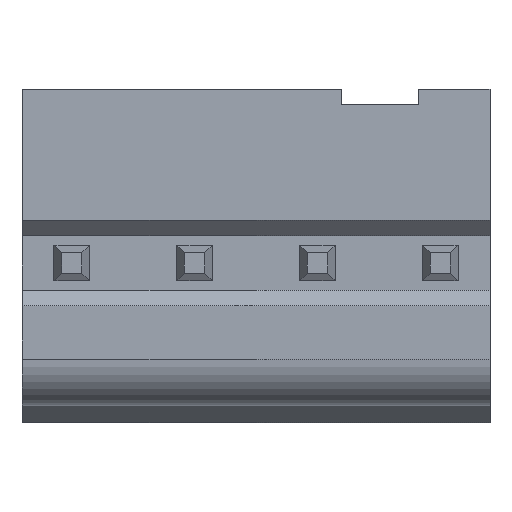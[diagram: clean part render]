
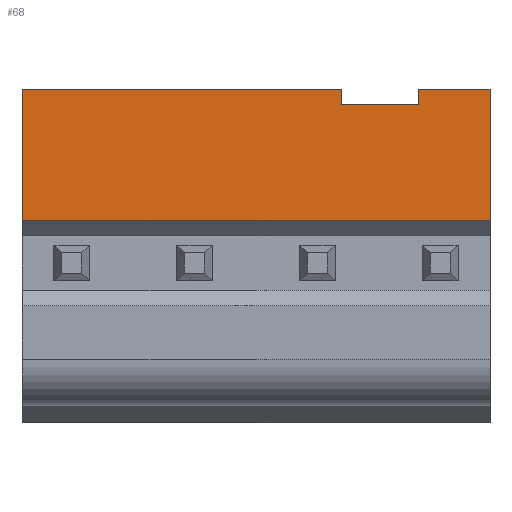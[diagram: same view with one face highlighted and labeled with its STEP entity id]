
A CAD part, front view. The second image highlights one B-rep face of the part: STEP entity #68.
In plain terms, the highlighted planar face has unit normal (0, -1, 0).
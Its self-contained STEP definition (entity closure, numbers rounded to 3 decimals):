
#68=ADVANCED_FACE('',(#189),#190,.T.);
#189=FACE_OUTER_BOUND('',#407,.T.);
#190=PLANE('',#408);
#407=EDGE_LOOP('',(#691,#692,#693,#694,#695,#696,#697,#698));
#408=AXIS2_PLACEMENT_3D('',#699,#700,#701);
#691=ORIENTED_EDGE('',*,*,#1454,.T.);
#692=ORIENTED_EDGE('',*,*,#1455,.F.);
#693=ORIENTED_EDGE('',*,*,#1456,.F.);
#694=ORIENTED_EDGE('',*,*,#1410,.T.);
#695=ORIENTED_EDGE('',*,*,#1451,.T.);
#696=ORIENTED_EDGE('',*,*,#1457,.F.);
#697=ORIENTED_EDGE('',*,*,#1458,.F.);
#698=ORIENTED_EDGE('',*,*,#1459,.T.);
#699=CARTESIAN_POINT('',(-7.54,0.0,10.2));
#700=DIRECTION('',(0.0,-1.0,0.0));
#701=DIRECTION('',(0.0,0.0,-1.0));
#1410=EDGE_CURVE('',#1686,#1684,#1687,.T.);
#1451=EDGE_CURVE('',#1684,#1761,#1763,.T.);
#1454=EDGE_CURVE('',#1767,#1768,#1769,.T.);
#1455=EDGE_CURVE('',#1770,#1768,#1771,.T.);
#1456=EDGE_CURVE('',#1686,#1770,#1772,.T.);
#1457=EDGE_CURVE('',#1773,#1761,#1774,.T.);
#1458=EDGE_CURVE('',#1775,#1773,#1776,.T.);
#1459=EDGE_CURVE('',#1775,#1767,#1777,.T.);
#1684=VERTEX_POINT('',#2080);
#1686=VERTEX_POINT('',#2083);
#1687=LINE('',#2084,#2085);
#1761=VERTEX_POINT('',#2192);
#1763=LINE('',#2195,#2196);
#1767=VERTEX_POINT('',#2202);
#1768=VERTEX_POINT('',#2203);
#1769=LINE('',#2204,#2205);
#1770=VERTEX_POINT('',#2206);
#1771=LINE('',#2207,#2208);
#1772=LINE('',#2209,#2210);
#1773=VERTEX_POINT('',#2211);
#1774=LINE('',#2212,#2213);
#1775=VERTEX_POINT('',#2214);
#1776=LINE('',#2215,#2216);
#1777=LINE('',#2217,#2218);
#2080=CARTESIAN_POINT('',(-7.54,0.0,5.975));
#2083=CARTESIAN_POINT('',(-7.54,0.0,10.2));
#2084=CARTESIAN_POINT('',(-7.54,0.0,10.2));
#2085=VECTOR('',#2690,4.225);
#2192=CARTESIAN_POINT('',(7.54,0.0,5.975));
#2195=CARTESIAN_POINT('',(-7.54,0.0,5.975));
#2196=VECTOR('',#2743,15.08);
#2202=CARTESIAN_POINT('',(5.24,0.0,9.7));
#2203=CARTESIAN_POINT('',(2.74,0.0,9.7));
#2204=CARTESIAN_POINT('',(5.24,0.0,9.7));
#2205=VECTOR('',#2746,2.5);
#2206=CARTESIAN_POINT('',(2.74,0.0,10.2));
#2207=CARTESIAN_POINT('',(2.74,0.0,10.2));
#2208=VECTOR('',#2747,0.5);
#2209=CARTESIAN_POINT('',(-7.54,0.0,10.2));
#2210=VECTOR('',#2748,10.28);
#2211=CARTESIAN_POINT('',(7.54,0.0,10.2));
#2212=CARTESIAN_POINT('',(7.54,0.0,10.2));
#2213=VECTOR('',#2749,4.225);
#2214=CARTESIAN_POINT('',(5.24,0.0,10.2));
#2215=CARTESIAN_POINT('',(5.24,0.0,10.2));
#2216=VECTOR('',#2750,2.3);
#2217=CARTESIAN_POINT('',(5.24,0.0,10.2));
#2218=VECTOR('',#2751,0.5);
#2690=DIRECTION('',(0.0,0.0,-1.0));
#2743=DIRECTION('',(1.0,0.0,0.0));
#2746=DIRECTION('',(-1.0,0.0,0.0));
#2747=DIRECTION('',(0.0,0.0,-1.0));
#2748=DIRECTION('',(1.0,0.0,0.0));
#2749=DIRECTION('',(0.0,0.0,-1.0));
#2750=DIRECTION('',(1.0,0.0,0.0));
#2751=DIRECTION('',(0.0,0.0,-1.0));
